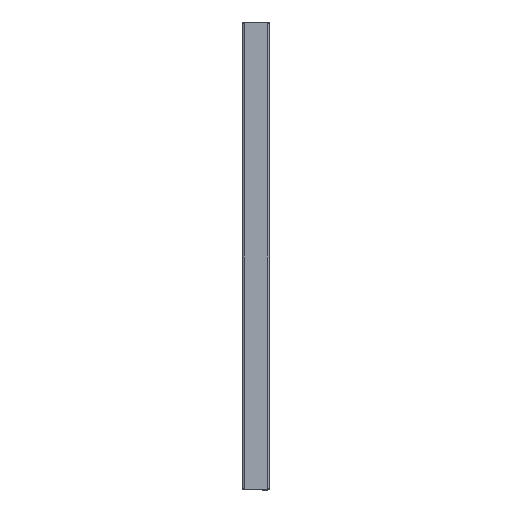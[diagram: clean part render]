
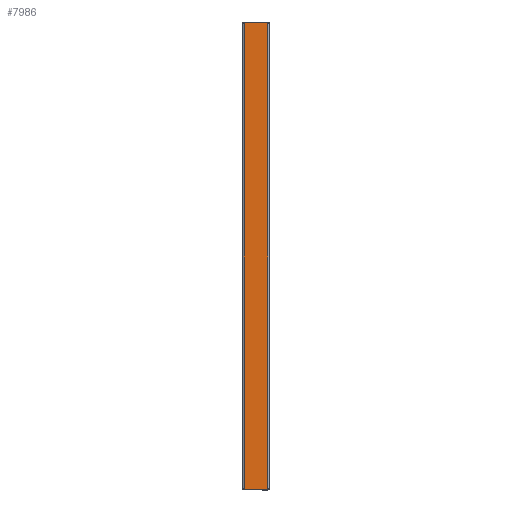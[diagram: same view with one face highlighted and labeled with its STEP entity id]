
A CAD part, left-side view. The second image highlights one B-rep face of the part: STEP entity #7986.
In plain terms, the highlighted planar face has unit normal (-1, 0, 0).
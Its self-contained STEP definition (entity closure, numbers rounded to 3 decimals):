
#47 = VECTOR ( 'NONE', #1696, 1000. ) ;
#260 = ORIENTED_EDGE ( 'NONE', *, *, #6910, .F. ) ;
#674 = LINE ( 'NONE', #1491, #1146 ) ;
#840 = CARTESIAN_POINT ( 'NONE',  ( -478., -38.5, -354.929 ) ) ;
#1146 = VECTOR ( 'NONE', #3809, 1000. ) ;
#1359 = EDGE_LOOP ( 'NONE', ( #1884, #260, #9843, #8970 ) ) ;
#1373 = AXIS2_PLACEMENT_3D ( 'NONE', #7813, #3866, #6059 ) ;
#1491 = CARTESIAN_POINT ( 'NONE',  ( -478., -1., 354.929 ) ) ;
#1696 = DIRECTION ( 'NONE',  ( 0., -1., 0. ) ) ;
#1884 = ORIENTED_EDGE ( 'NONE', *, *, #4638, .T. ) ;
#1892 = LINE ( 'NONE', #5990, #5071 ) ;
#2022 = EDGE_CURVE ( 'NONE', #9573, #3181, #1892, .T. ) ;
#2103 = DIRECTION ( 'NONE',  ( 0., 0., 1. ) ) ;
#2936 = FACE_OUTER_BOUND ( 'NONE', #1359, .T. ) ;
#3181 = VERTEX_POINT ( 'NONE', #6443 ) ;
#3809 = DIRECTION ( 'NONE',  ( 0., -1., 0. ) ) ;
#3866 = DIRECTION ( 'NONE',  ( 1., 0., 0. ) ) ;
#4638 = EDGE_CURVE ( 'NONE', #6315, #9569, #8218, .T. ) ;
#4679 = CARTESIAN_POINT ( 'NONE',  ( -478., -38.5, 354.929 ) ) ;
#5071 = VECTOR ( 'NONE', #8203, 1000. ) ;
#5652 = CARTESIAN_POINT ( 'NONE',  ( -478., 0., -354.929 ) ) ;
#5990 = CARTESIAN_POINT ( 'NONE',  ( -478., -3.5, 356. ) ) ;
#6059 = DIRECTION ( 'NONE',  ( 0., 1., 0. ) ) ;
#6315 = VERTEX_POINT ( 'NONE', #840 ) ;
#6443 = CARTESIAN_POINT ( 'NONE',  ( -478., -3.5, 354.929 ) ) ;
#6910 = EDGE_CURVE ( 'NONE', #3181, #9569, #674, .T. ) ;
#7590 = CARTESIAN_POINT ( 'NONE',  ( -478., -3.5, -354.929 ) ) ;
#7756 = PLANE ( 'NONE',  #1373 ) ;
#7813 = CARTESIAN_POINT ( 'NONE',  ( -478., 0., 0. ) ) ;
#7986 = ADVANCED_FACE ( 'NONE', ( #2936 ), #7756, .F. ) ;
#8203 = DIRECTION ( 'NONE',  ( 0., 0., 1. ) ) ;
#8218 = LINE ( 'NONE', #9146, #9578 ) ;
#8732 = LINE ( 'NONE', #5652, #47 ) ;
#8970 = ORIENTED_EDGE ( 'NONE', *, *, #9219, .T. ) ;
#9146 = CARTESIAN_POINT ( 'NONE',  ( -478., -38.5, -354.929 ) ) ;
#9219 = EDGE_CURVE ( 'NONE', #9573, #6315, #8732, .T. ) ;
#9569 = VERTEX_POINT ( 'NONE', #4679 ) ;
#9573 = VERTEX_POINT ( 'NONE', #7590 ) ;
#9578 = VECTOR ( 'NONE', #2103, 1000. ) ;
#9843 = ORIENTED_EDGE ( 'NONE', *, *, #2022, .F. ) ;
